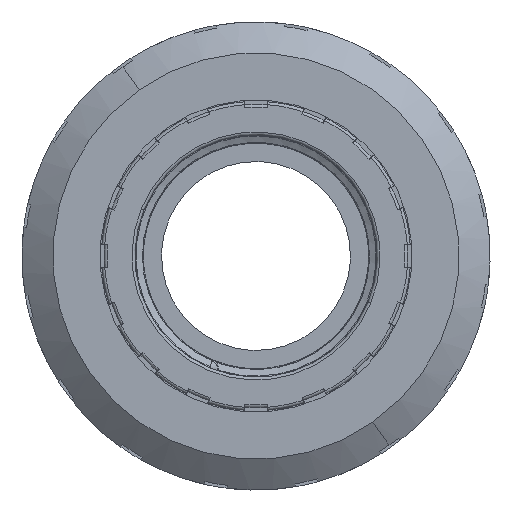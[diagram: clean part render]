
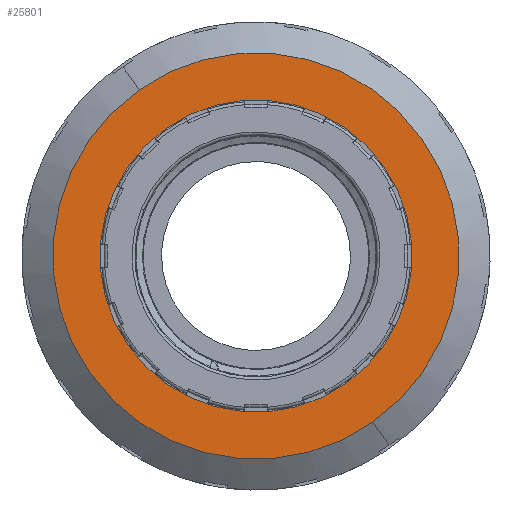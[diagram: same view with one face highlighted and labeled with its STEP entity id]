
A CAD part, left-side view. The second image highlights one B-rep face of the part: STEP entity #25801.
In plain terms, the highlighted planar face has unit normal (-1, 0, 0).
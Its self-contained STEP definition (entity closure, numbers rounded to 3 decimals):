
#302 = ORIENTED_EDGE ( 'NONE', *, *, #20791, .T. ) ;
#303 = ORIENTED_EDGE ( 'NONE', *, *, #20470, .T. ) ;
#304 = ORIENTED_EDGE ( 'NONE', *, *, #20616, .F. ) ;
#305 = ORIENTED_EDGE ( 'NONE', *, *, #20670, .F. ) ;
#585 = CARTESIAN_POINT ( 'NONE',  ( 0., 0., 0. ) ) ;
#586 = DIRECTION ( 'NONE',  ( 1., 0., 0. ) ) ;
#587 = DIRECTION ( 'NONE',  ( 0., 0., -1. ) ) ;
#695 = CARTESIAN_POINT ( 'NONE',  ( 0., 0., 0. ) ) ;
#696 = DIRECTION ( 'NONE',  ( 1., 0., 0. ) ) ;
#697 = DIRECTION ( 'NONE',  ( 0., 0., -1. ) ) ;
#995 = CARTESIAN_POINT ( 'NONE',  ( 0., 0., 0. ) ) ;
#996 = DIRECTION ( 'NONE',  ( 1., 0., 0. ) ) ;
#997 = DIRECTION ( 'NONE',  ( 0., 0., -1. ) ) ;
#1468 = CARTESIAN_POINT ( 'NONE',  ( 0., 0., -27. ) ) ;
#1500 = CARTESIAN_POINT ( 'NONE',  ( 0., 0., 27. ) ) ;
#2875 = AXIS2_PLACEMENT_3D ( 'NONE', #10349, #10365, #10366 ) ;
#10349 = CARTESIAN_POINT ( 'NONE',  ( 0., 27., 0. ) ) ;
#10361 = FACE_BOUND ( 'NONE', #26109, .T. ) ;
#10362 = FACE_OUTER_BOUND ( 'NONE', #26097, .T. ) ;
#10363 = PLANE ( 'NONE',  #2875 ) ;
#10365 = DIRECTION ( 'NONE',  ( -1., 0., 0. ) ) ;
#10366 = DIRECTION ( 'NONE',  ( 0., 0., 1. ) ) ;
#11555 = CARTESIAN_POINT ( 'NONE',  ( 0., 0., 35.15 ) ) ;
#11563 = CARTESIAN_POINT ( 'NONE',  ( 0., 0., -35.15 ) ) ;
#20470 = EDGE_CURVE ( 'NONE', #21870, #21866, #21466, .T. ) ;
#20616 = EDGE_CURVE ( 'NONE', #26714, #26706, #21541, .T. ) ;
#20670 = EDGE_CURVE ( 'NONE', #26706, #26714, #21562, .T. ) ;
#20791 = EDGE_CURVE ( 'NONE', #21866, #21870, #21637, .T. ) ;
#21458 = AXIS2_PLACEMENT_3D ( 'NONE', #23356, #23357, #23358 ) ;
#21466 = CIRCLE ( 'NONE', #21458, 27. ) ;
#21541 = CIRCLE ( 'NONE', #21543, 35.15 ) ;
#21543 = AXIS2_PLACEMENT_3D ( 'NONE', #585, #586, #587 ) ;
#21562 = CIRCLE ( 'NONE', #21565, 35.15 ) ;
#21565 = AXIS2_PLACEMENT_3D ( 'NONE', #695, #696, #697 ) ;
#21636 = AXIS2_PLACEMENT_3D ( 'NONE', #995, #996, #997 ) ;
#21637 = CIRCLE ( 'NONE', #21636, 27. ) ;
#21866 = VERTEX_POINT ( 'NONE', #1468 ) ;
#21870 = VERTEX_POINT ( 'NONE', #1500 ) ;
#23356 = CARTESIAN_POINT ( 'NONE',  ( 0., 0., 0. ) ) ;
#23357 = DIRECTION ( 'NONE',  ( 1., 0., 0. ) ) ;
#23358 = DIRECTION ( 'NONE',  ( 0., 0., -1. ) ) ;
#25801 = ADVANCED_FACE ( 'NONE', ( #10361, #10362 ), #10363, .T. ) ;
#26097 = EDGE_LOOP ( 'NONE', ( #304, #305 ) ) ;
#26109 = EDGE_LOOP ( 'NONE', ( #302, #303 ) ) ;
#26706 = VERTEX_POINT ( 'NONE', #11555 ) ;
#26714 = VERTEX_POINT ( 'NONE', #11563 ) ;
